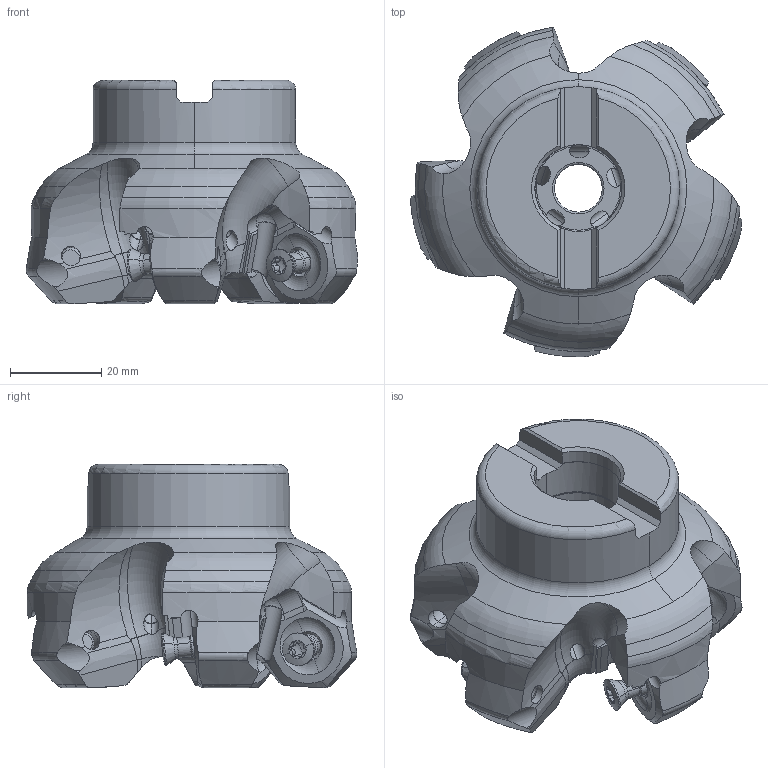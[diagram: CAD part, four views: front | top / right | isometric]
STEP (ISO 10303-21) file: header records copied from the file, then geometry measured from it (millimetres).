
FILE_DESCRIPTION(/* description */ (''),/* implementation_level */ '2;1');
FILE_NAME(/* name */ 'AHX640SUR2505AA.stp',/* time_stamp */ '2018-08-03T11:35:28+09:00',/* author */ (''),/* organization */ (''),/* preprocessor_version */ 'ST-DEVELOPER v16',/* originating_system */ 'SIEMENS PLM Software NX 10.0',/* authorisation */ '');
FILE_SCHEMA (('AUTOMOTIVE_DESIGN { 1 0 10303 214 3 1 1 1 }'));
Length unit declared in the file: millimetre
Products named in the file (1): AHX640SUR2505AA_ASM
Bounding box: 72.8 x 72.36 x 49.01 mm (x, y, z)
Volume: 83598.9 mm3; surface area: 21808.5 mm2
Topology: 6 solids, 6 shells, 619 faces, 1754 edges, 1123 vertices
Faces by surface type: cylinder 242, cone 130, plane 121, torus 71, sphere 40, bspline 15
Entity records: 26086 total; most frequent: CARTESIAN_POINT 11085, ORIENTED_EDGE 3468, DIRECTION 2714, EDGE_CURVE 1734, AXIS2_PLACEMENT_3D 1175, VERTEX_POINT 1123, B_SPLINE_CURVE_WITH_KNOTS 827, EDGE_LOOP 637
